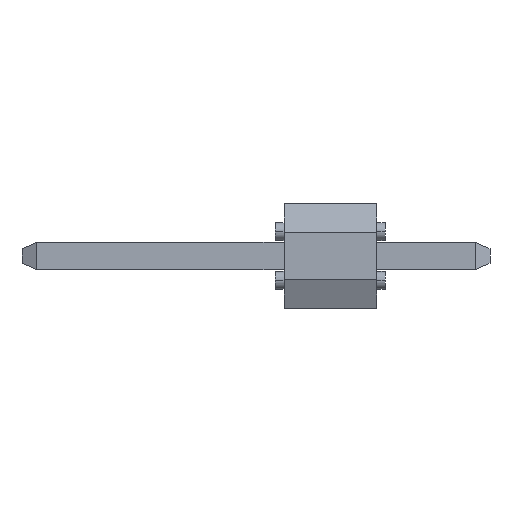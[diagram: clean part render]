
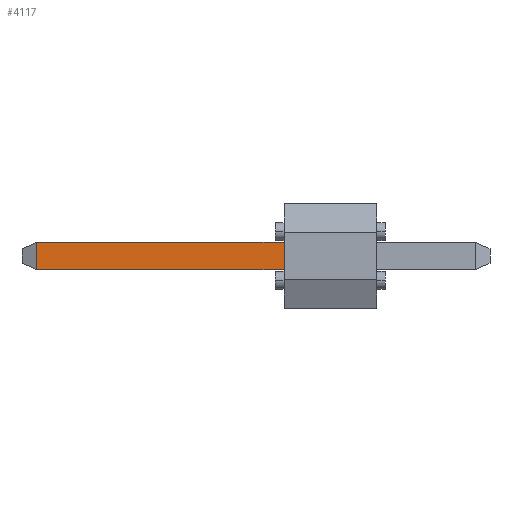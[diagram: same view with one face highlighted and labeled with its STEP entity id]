
A CAD part, left-side view. The second image highlights one B-rep face of the part: STEP entity #4117.
In plain terms, the highlighted planar face has unit normal (-1, 0, 0).
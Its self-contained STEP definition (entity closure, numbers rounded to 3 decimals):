
#913=DIRECTION('',(0.,0.,-1.));
#914=VECTOR('',#913,0.635);
#915=CARTESIAN_POINT('',(-0.318,2.134,0.318));
#916=LINE('3134',#915,#914);
#921=DIRECTION('',(0.,-1.,0.));
#922=VECTOR('',#921,5.72);
#923=CARTESIAN_POINT('',(-0.318,7.854,-0.318));
#924=LINE('2660',#923,#922);
#937=DIRECTION('',(0.,1.,0.));
#938=VECTOR('',#937,5.72);
#939=CARTESIAN_POINT('',(-0.318,2.134,0.318));
#940=LINE('2662',#939,#938);
#957=DIRECTION('',(0.,0.,-1.));
#958=VECTOR('',#957,0.635);
#959=CARTESIAN_POINT('',(-0.318,7.854,0.318));
#960=LINE('2661',#959,#958);
#2089=CARTESIAN_POINT('',(-0.318,7.854,-0.318));
#2090=CARTESIAN_POINT('',(-0.318,2.134,-0.318));
#2091=VERTEX_POINT('',#2089);
#2092=VERTEX_POINT('',#2090);
#2093=CARTESIAN_POINT('',(-0.318,7.854,0.318));
#2094=VERTEX_POINT('',#2093);
#2095=CARTESIAN_POINT('',(-0.318,2.134,0.318));
#2096=VERTEX_POINT('',#2095);
#4103=CARTESIAN_POINT('',(-0.318,4.994,0.));
#4104=DIRECTION('',(1.,0.,0.));
#4105=DIRECTION('',(0.,0.,1.));
#4106=AXIS2_PLACEMENT_3D('',#4103,#4104,#4105);
#4107=PLANE('2516',#4106);
#4108=ORIENTED_EDGE('3134',*,*,#3119,.T.);
#4110=ORIENTED_EDGE('2660',*,*,#4109,.F.);
#4112=ORIENTED_EDGE('2661',*,*,#4111,.F.);
#4114=ORIENTED_EDGE('2662',*,*,#4113,.F.);
#4115=EDGE_LOOP('2516',(#4108,#4110,#4112,#4114));
#4116=FACE_OUTER_BOUND('2516',#4115,.F.);
#4117=ADVANCED_FACE('2516',(#4116),#4107,.F.);
#3119=EDGE_CURVE('3134',#2096,#2092,#916,.T.);
#4109=EDGE_CURVE('2660',#2091,#2092,#924,.T.);
#4111=EDGE_CURVE('2661',#2094,#2091,#960,.T.);
#4113=EDGE_CURVE('2662',#2096,#2094,#940,.T.);
